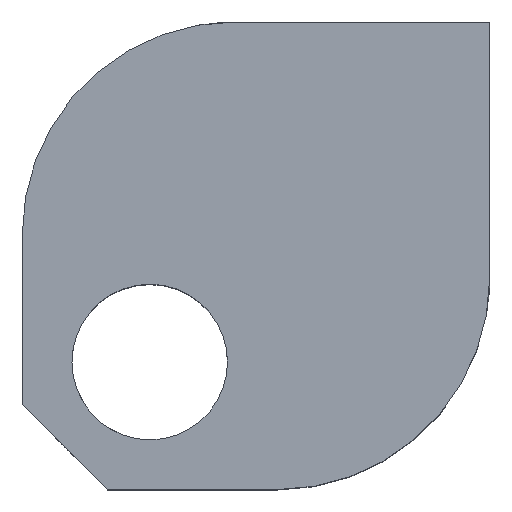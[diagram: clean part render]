
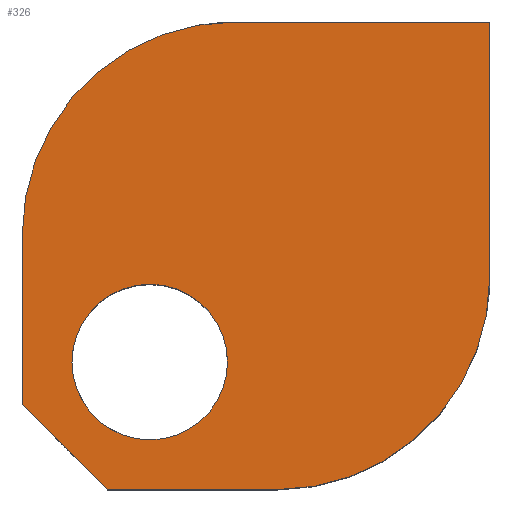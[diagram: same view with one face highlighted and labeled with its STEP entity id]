
A CAD part, top view. The second image highlights one B-rep face of the part: STEP entity #326.
In plain terms, the highlighted planar face has unit normal (0, 0, 1).
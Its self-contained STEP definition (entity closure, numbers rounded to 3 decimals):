
#17=FACE_BOUND('',#58,.T.);
#28=CIRCLE('',#360,25.);
#30=CIRCLE('',#363,25.);
#31=CIRCLE('',#364,9.15);
#40=FACE_OUTER_BOUND('',#57,.T.);
#57=EDGE_LOOP('',(#239,#240,#241,#242,#243,#244,#245));
#58=EDGE_LOOP('',(#246));
#86=LINE('',#510,#119);
#87=LINE('',#512,#120);
#88=LINE('',#514,#121);
#89=LINE('',#518,#122);
#90=LINE('',#519,#123);
#119=VECTOR('',#415,10.);
#120=VECTOR('',#416,10.);
#121=VECTOR('',#417,10.);
#122=VECTOR('',#420,10.);
#123=VECTOR('',#421,10.);
#151=VERTEX_POINT('',#500);
#152=VERTEX_POINT('',#502);
#154=VERTEX_POINT('',#509);
#155=VERTEX_POINT('',#511);
#156=VERTEX_POINT('',#513);
#157=VERTEX_POINT('',#515);
#158=VERTEX_POINT('',#517);
#159=VERTEX_POINT('',#520);
#184=EDGE_CURVE('',#151,#152,#28,.T.);
#188=EDGE_CURVE('',#151,#154,#86,.T.);
#189=EDGE_CURVE('',#155,#154,#87,.T.);
#190=EDGE_CURVE('',#155,#156,#88,.T.);
#191=EDGE_CURVE('',#157,#156,#30,.T.);
#192=EDGE_CURVE('',#157,#158,#89,.T.);
#193=EDGE_CURVE('',#158,#152,#90,.T.);
#194=EDGE_CURVE('',#159,#159,#31,.T.);
#239=ORIENTED_EDGE('',*,*,#184,.F.);
#240=ORIENTED_EDGE('',*,*,#188,.T.);
#241=ORIENTED_EDGE('',*,*,#189,.F.);
#242=ORIENTED_EDGE('',*,*,#190,.T.);
#243=ORIENTED_EDGE('',*,*,#191,.F.);
#244=ORIENTED_EDGE('',*,*,#192,.T.);
#245=ORIENTED_EDGE('',*,*,#193,.T.);
#246=ORIENTED_EDGE('',*,*,#194,.T.);
#312=PLANE('',#362);
#326=ADVANCED_FACE('',(#40,#17),#312,.T.);
#360=AXIS2_PLACEMENT_3D('',#503,#407,#408);
#362=AXIS2_PLACEMENT_3D('',#508,#413,#414);
#363=AXIS2_PLACEMENT_3D('',#516,#418,#419);
#364=AXIS2_PLACEMENT_3D('',#521,#422,#423);
#407=DIRECTION('center_axis',(0.,0.,-1.));
#408=DIRECTION('ref_axis',(-0.707,0.707,0.));
#413=DIRECTION('center_axis',(0.,0.,1.));
#414=DIRECTION('ref_axis',(-1.,0.,0.));
#415=DIRECTION('',(0.,-1.,0.));
#416=DIRECTION('',(-0.707,0.707,0.));
#417=DIRECTION('',(1.,0.,0.));
#418=DIRECTION('center_axis',(0.,0.,-1.));
#419=DIRECTION('ref_axis',(0.707,-0.707,0.));
#420=DIRECTION('',(0.,1.,0.));
#421=DIRECTION('',(-1.,0.,0.));
#422=DIRECTION('center_axis',(0.,0.,-1.));
#423=DIRECTION('ref_axis',(-1.,0.,0.));
#500=CARTESIAN_POINT('',(-127.5,-207.5,440.));
#502=CARTESIAN_POINT('',(-102.5,-182.5,440.));
#503=CARTESIAN_POINT('Origin',(-102.5,-207.5,440.));
#508=CARTESIAN_POINT('Origin',(-100.,-210.,440.));
#509=CARTESIAN_POINT('',(-127.5,-227.5,440.));
#510=CARTESIAN_POINT('',(-127.5,-182.5,440.));
#511=CARTESIAN_POINT('',(-117.5,-237.5,440.));
#512=CARTESIAN_POINT('',(-122.5,-232.5,440.));
#513=CARTESIAN_POINT('',(-97.5,-237.5,440.));
#514=CARTESIAN_POINT('',(-127.5,-237.5,440.));
#515=CARTESIAN_POINT('',(-72.5,-212.5,440.));
#516=CARTESIAN_POINT('Origin',(-97.5,-212.5,440.));
#517=CARTESIAN_POINT('',(-72.5,-182.5,440.));
#518=CARTESIAN_POINT('',(-72.5,-237.5,440.));
#519=CARTESIAN_POINT('',(-72.5,-182.5,440.));
#520=CARTESIAN_POINT('',(-103.35,-222.5,440.));
#521=CARTESIAN_POINT('Origin',(-112.5,-222.5,440.));
